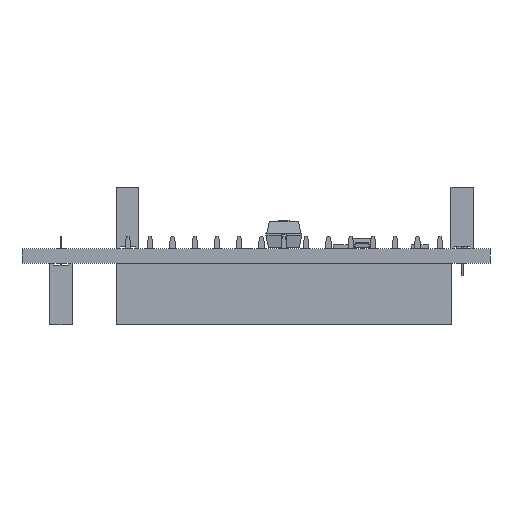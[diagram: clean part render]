
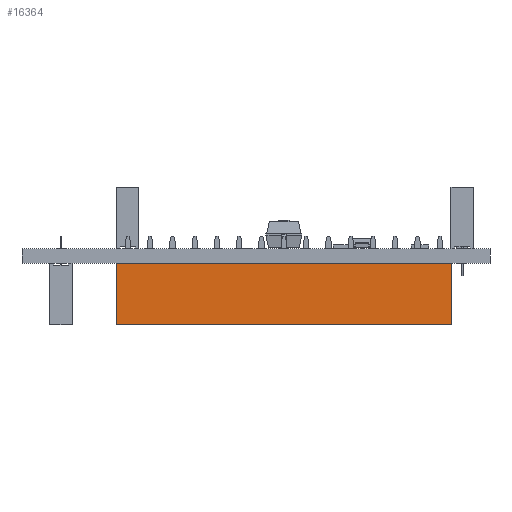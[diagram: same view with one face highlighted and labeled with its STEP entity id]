
A CAD part, left-side view. The second image highlights one B-rep face of the part: STEP entity #16364.
In plain terms, the highlighted planar face has unit normal (-1, 0, 0).
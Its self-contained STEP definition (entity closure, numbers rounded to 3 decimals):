
#10958 = PLANE('',#10959);
#10959 = AXIS2_PLACEMENT_3D('',#10960,#10961,#10962);
#10960 = CARTESIAN_POINT('',(-1.27,-36.83,0.));
#10961 = DIRECTION('',(0.,1.,0.));
#10962 = DIRECTION('',(1.,0.,0.));
#10986 = PLANE('',#10987);
#10987 = AXIS2_PLACEMENT_3D('',#10988,#10989,#10990);
#10988 = CARTESIAN_POINT('',(1.27,-36.83,7.));
#10989 = DIRECTION('',(-0.,0.,-1.));
#10990 = DIRECTION('',(0.,-1.,-0.));
#11014 = PLANE('',#11015);
#11015 = AXIS2_PLACEMENT_3D('',#11016,#11017,#11018);
#11016 = CARTESIAN_POINT('',(1.27,1.27,0.));
#11017 = DIRECTION('',(0.,-1.,0.));
#11018 = DIRECTION('',(-1.,0.,0.));
#11056 = VERTEX_POINT('',#11057);
#11057 = CARTESIAN_POINT('',(-1.27,-36.83,0.));
#11073 = PLANE('',#11074);
#11074 = AXIS2_PLACEMENT_3D('',#11075,#11076,#11077);
#11075 = CARTESIAN_POINT('',(1.27,-36.83,0.));
#11076 = DIRECTION('',(-0.,0.,-1.));
#11077 = DIRECTION('',(0.,-1.,-0.));
#11085 = EDGE_CURVE('',#11056,#11086,#11088,.T.);
#11086 = VERTEX_POINT('',#11087);
#11087 = CARTESIAN_POINT('',(-1.27,-36.83,7.));
#11088 = SURFACE_CURVE('',#11089,(#11093,#11100),.PCURVE_S1.);
#11089 = LINE('',#11090,#11091);
#11090 = CARTESIAN_POINT('',(-1.27,-36.83,0.));
#11091 = VECTOR('',#11092,1.);
#11092 = DIRECTION('',(0.,0.,1.));
#11093 = PCURVE('',#10958,#11094);
#11094 = DEFINITIONAL_REPRESENTATION('',(#11095),#11099);
#11095 = LINE('',#11096,#11097);
#11096 = CARTESIAN_POINT('',(0.,0.));
#11097 = VECTOR('',#11098,1.);
#11098 = DIRECTION('',(0.,-1.));
#11099 = ( GEOMETRIC_REPRESENTATION_CONTEXT(2) 
PARAMETRIC_REPRESENTATION_CONTEXT() REPRESENTATION_CONTEXT('2D SPACE',''
  ) );
#11100 = PCURVE('',#11101,#11106);
#11101 = PLANE('',#11102);
#11102 = AXIS2_PLACEMENT_3D('',#11103,#11104,#11105);
#11103 = CARTESIAN_POINT('',(-1.27,1.27,0.));
#11104 = DIRECTION('',(1.,0.,0.));
#11105 = DIRECTION('',(0.,-1.,0.));
#11106 = DEFINITIONAL_REPRESENTATION('',(#11107),#11111);
#11107 = LINE('',#11108,#11109);
#11108 = CARTESIAN_POINT('',(38.1,0.));
#11109 = VECTOR('',#11110,1.);
#11110 = DIRECTION('',(0.,-1.));
#11111 = ( GEOMETRIC_REPRESENTATION_CONTEXT(2) 
PARAMETRIC_REPRESENTATION_CONTEXT() REPRESENTATION_CONTEXT('2D SPACE',''
  ) );
#11268 = VERTEX_POINT('',#11269);
#11269 = CARTESIAN_POINT('',(-1.27,1.27,7.));
#11290 = EDGE_CURVE('',#11291,#11268,#11293,.T.);
#11291 = VERTEX_POINT('',#11292);
#11292 = CARTESIAN_POINT('',(-1.27,1.27,0.));
#11293 = SURFACE_CURVE('',#11294,(#11298,#11305),.PCURVE_S1.);
#11294 = LINE('',#11295,#11296);
#11295 = CARTESIAN_POINT('',(-1.27,1.27,0.));
#11296 = VECTOR('',#11297,1.);
#11297 = DIRECTION('',(0.,0.,1.));
#11298 = PCURVE('',#11014,#11299);
#11299 = DEFINITIONAL_REPRESENTATION('',(#11300),#11304);
#11300 = LINE('',#11301,#11302);
#11301 = CARTESIAN_POINT('',(2.54,0.));
#11302 = VECTOR('',#11303,1.);
#11303 = DIRECTION('',(0.,-1.));
#11304 = ( GEOMETRIC_REPRESENTATION_CONTEXT(2) 
PARAMETRIC_REPRESENTATION_CONTEXT() REPRESENTATION_CONTEXT('2D SPACE',''
  ) );
#11305 = PCURVE('',#11101,#11306);
#11306 = DEFINITIONAL_REPRESENTATION('',(#11307),#11311);
#11307 = LINE('',#11308,#11309);
#11308 = CARTESIAN_POINT('',(0.,0.));
#11309 = VECTOR('',#11310,1.);
#11310 = DIRECTION('',(0.,-1.));
#11311 = ( GEOMETRIC_REPRESENTATION_CONTEXT(2) 
PARAMETRIC_REPRESENTATION_CONTEXT() REPRESENTATION_CONTEXT('2D SPACE',''
  ) );
#11435 = EDGE_CURVE('',#11268,#11086,#11436,.T.);
#11436 = SURFACE_CURVE('',#11437,(#11441,#11448),.PCURVE_S1.);
#11437 = LINE('',#11438,#11439);
#11438 = CARTESIAN_POINT('',(-1.27,1.27,7.));
#11439 = VECTOR('',#11440,1.);
#11440 = DIRECTION('',(0.,-1.,0.));
#11441 = PCURVE('',#10986,#11442);
#11442 = DEFINITIONAL_REPRESENTATION('',(#11443),#11447);
#11443 = LINE('',#11444,#11445);
#11444 = CARTESIAN_POINT('',(-38.1,2.54));
#11445 = VECTOR('',#11446,1.);
#11446 = DIRECTION('',(1.,0.));
#11447 = ( GEOMETRIC_REPRESENTATION_CONTEXT(2) 
PARAMETRIC_REPRESENTATION_CONTEXT() REPRESENTATION_CONTEXT('2D SPACE',''
  ) );
#11448 = PCURVE('',#11101,#11449);
#11449 = DEFINITIONAL_REPRESENTATION('',(#11450),#11454);
#11450 = LINE('',#11451,#11452);
#11451 = CARTESIAN_POINT('',(0.,-7.));
#11452 = VECTOR('',#11453,1.);
#11453 = DIRECTION('',(1.,0.));
#11454 = ( GEOMETRIC_REPRESENTATION_CONTEXT(2) 
PARAMETRIC_REPRESENTATION_CONTEXT() REPRESENTATION_CONTEXT('2D SPACE',''
  ) );
#13192 = EDGE_CURVE('',#11291,#11056,#13193,.T.);
#13193 = SURFACE_CURVE('',#13194,(#13198,#13205),.PCURVE_S1.);
#13194 = LINE('',#13195,#13196);
#13195 = CARTESIAN_POINT('',(-1.27,1.27,0.));
#13196 = VECTOR('',#13197,1.);
#13197 = DIRECTION('',(0.,-1.,0.));
#13198 = PCURVE('',#11073,#13199);
#13199 = DEFINITIONAL_REPRESENTATION('',(#13200),#13204);
#13200 = LINE('',#13201,#13202);
#13201 = CARTESIAN_POINT('',(-38.1,2.54));
#13202 = VECTOR('',#13203,1.);
#13203 = DIRECTION('',(1.,0.));
#13204 = ( GEOMETRIC_REPRESENTATION_CONTEXT(2) 
PARAMETRIC_REPRESENTATION_CONTEXT() REPRESENTATION_CONTEXT('2D SPACE',''
  ) );
#13205 = PCURVE('',#11101,#13206);
#13206 = DEFINITIONAL_REPRESENTATION('',(#13207),#13211);
#13207 = LINE('',#13208,#13209);
#13208 = CARTESIAN_POINT('',(0.,0.));
#13209 = VECTOR('',#13210,1.);
#13210 = DIRECTION('',(1.,0.));
#13211 = ( GEOMETRIC_REPRESENTATION_CONTEXT(2) 
PARAMETRIC_REPRESENTATION_CONTEXT() REPRESENTATION_CONTEXT('2D SPACE',''
  ) );
#16364 = ADVANCED_FACE('',(#16365),#11101,.F.);
#16365 = FACE_BOUND('',#16366,.F.);
#16366 = EDGE_LOOP('',(#16367,#16368,#16369,#16370));
#16367 = ORIENTED_EDGE('',*,*,#11290,.T.);
#16368 = ORIENTED_EDGE('',*,*,#11435,.T.);
#16369 = ORIENTED_EDGE('',*,*,#11085,.F.);
#16370 = ORIENTED_EDGE('',*,*,#13192,.F.);
